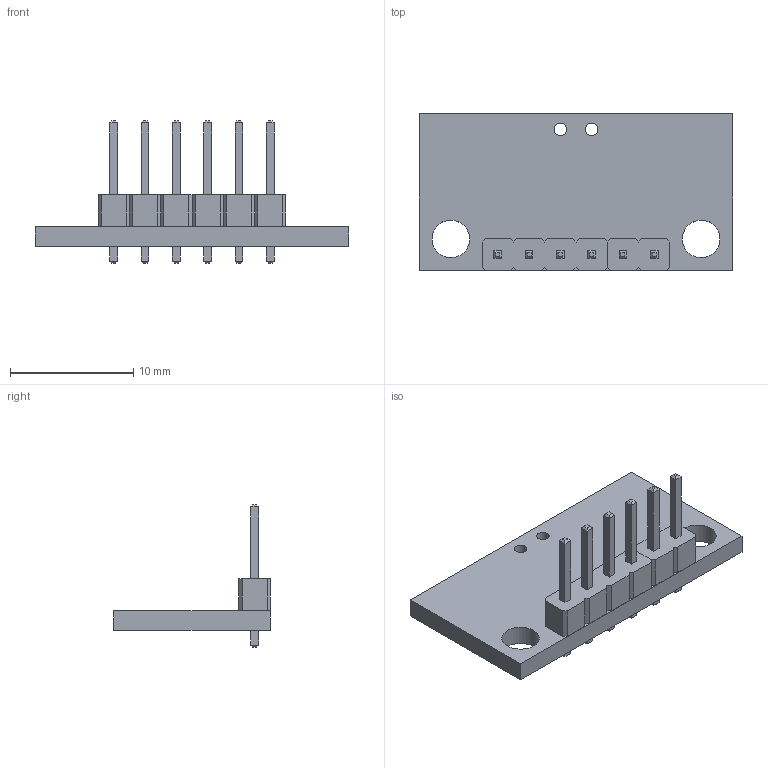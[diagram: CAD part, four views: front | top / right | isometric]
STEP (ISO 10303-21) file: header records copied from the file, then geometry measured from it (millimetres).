
FILE_DESCRIPTION(('KiCad electronic assembly'),'2;1');
FILE_NAME('TMF8820.step','2024-04-03T20:29:25',('Pcbnew'),('Kicad'), 'Open CASCADE STEP processor 7.7','KiCad to STEP converter','Unknown' );
FILE_SCHEMA(('AUTOMOTIVE_DESIGN { 1 0 10303 214 1 1 1 1 }'));
Length unit declared in the file: millimetre
Products named in the file (6): TMF8820 1; PinHeader_1x04_P2.54mm_Vertical; PinHeader_1x04_P254mm_Vertical; PinHeader_1x02_P2.54mm_Vertical; PinHeader_1x02_P254mm_Vertical; SparkFun_dToF-TMF8820_Mini PCB
Assembly tree (5 placements, depth 3):
  TMF8820 1
    PinHeader_1x04_P2.54mm_Vertical
      PinHeader_1x04_P254mm_Vertical
    PinHeader_1x02_P2.54mm_Vertical
      PinHeader_1x02_P254mm_Vertical
    SparkFun_dToF-TMF8820_Mini PCB
Bounding box: 25.4 x 12.7 x 11.54 mm (x, y, z)
Volume: 600.8 mm3; surface area: 1111.4 mm2
Topology: 3 solids, 3 shells, 168 faces, 402 edges, 252 vertices
Faces by surface type: plane 158, cylinder 10
Full cylindrical faces by diameter (mm): 1 x6, 1.016 x2, 3.048 x2
Entity records: 11231 total; most frequent: CARTESIAN_POINT 1752, DIRECTION 1554, LINE 1166, VECTOR 1166, ORIENTED_EDGE 804, PCURVE 804, DEFINITIONAL_REPRESENTATION 804, EDGE_CURVE 402
